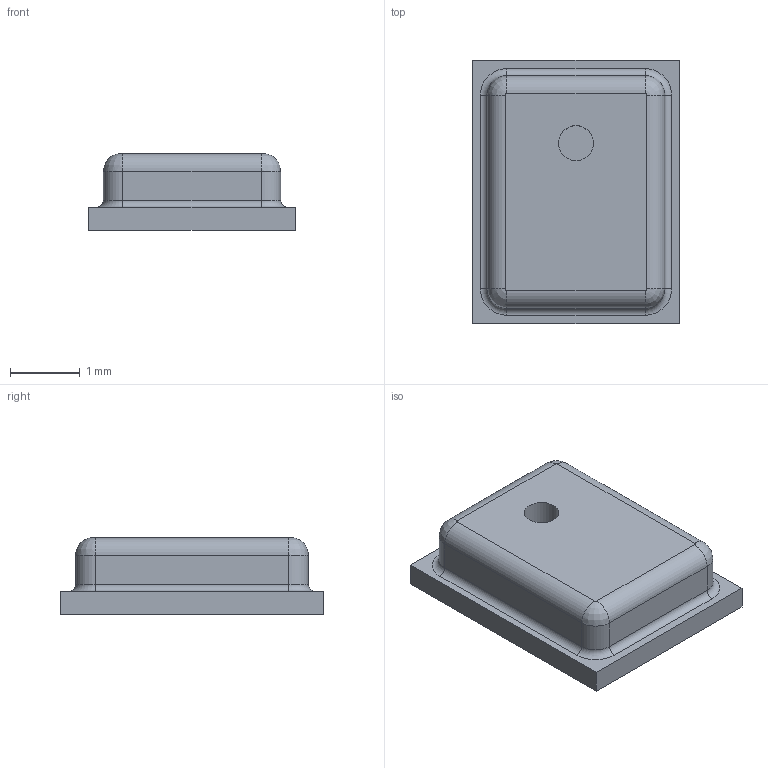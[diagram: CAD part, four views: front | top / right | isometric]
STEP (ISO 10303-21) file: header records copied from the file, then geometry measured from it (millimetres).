
FILE_DESCRIPTION(('FreeCAD Model'),'2;1');
FILE_NAME('Open CASCADE Shape Model','2023-04-15T17:47:37',('Author'),( ''),'Open CASCADE STEP processor 7.5','FreeCAD','Unknown');
FILE_SCHEMA(('AUTOMOTIVE_DESIGN { 1 0 10303 214 1 1 1 1 }'));
Length unit declared in the file: millimetre
Products named in the file (1): Fillet001
Bounding box: 2.95 x 3.76 x 1.1 mm (x, y, z)
Volume: 9.8 mm3; surface area: 35.1 mm2
Topology: 1 solids, 1 shells, 33 faces, 71 edges, 42 vertices
Faces by surface type: cylinder 13, plane 12, torus 4, revolution 4
Full cylindrical faces by diameter (mm): 0.5 x1
Entity records: 2078 total; most frequent: CARTESIAN_POINT 373, DIRECTION 275, ORIENTED_EDGE 142, PCURVE 142, DEFINITIONAL_REPRESENTATION 142, LINE 137, VECTOR 137, EDGE_CURVE 71
